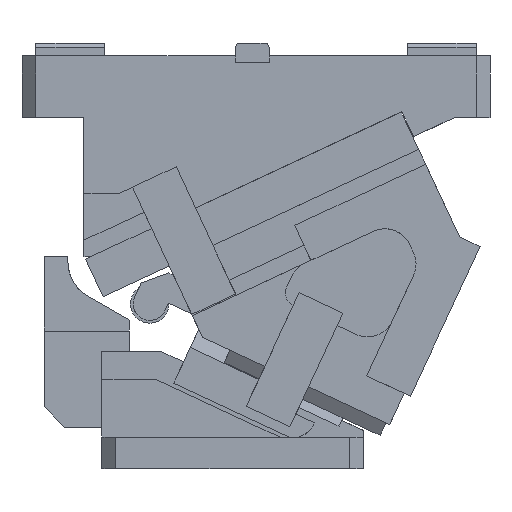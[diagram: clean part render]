
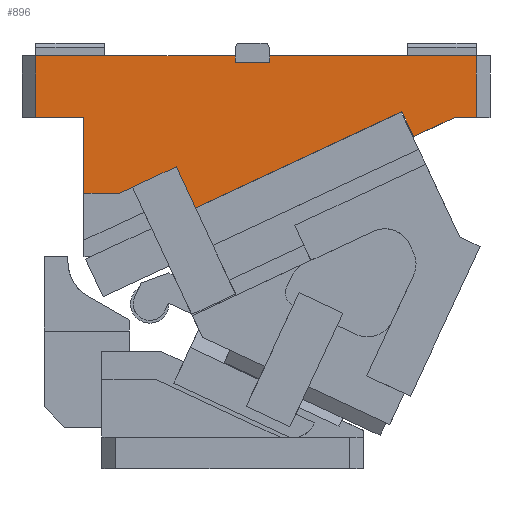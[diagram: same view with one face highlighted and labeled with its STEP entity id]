
A CAD part, front view. The second image highlights one B-rep face of the part: STEP entity #896.
In plain terms, the highlighted planar face has unit normal (0, -1, 0).
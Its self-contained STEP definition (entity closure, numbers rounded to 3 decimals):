
#141=CARTESIAN_POINT('Vertex',(-48.,-82.5,300.)) ;
#144=CARTESIAN_POINT('Line Origine',(24.416,-82.5,300.)) ;
#148=CARTESIAN_POINT('Vertex',(96.832,-82.5,300.)) ;
#495=CARTESIAN_POINT('Vertex',(-13.,-82.5,255.)) ;
#498=CARTESIAN_POINT('Line Origine',(-30.5,-82.5,255.)) ;
#502=CARTESIAN_POINT('Vertex',(-48.,-82.5,255.)) ;
#764=CARTESIAN_POINT('Line Origine',(-48.,-82.5,277.5)) ;
#776=CARTESIAN_POINT('Axis2P3D Location',(134.748,-82.5,259.157)) ;
#781=CARTESIAN_POINT('Line Origine',(142.969,-82.5,224.373)) ;
#785=CARTESIAN_POINT('Vertex',(217.966,-82.5,259.345)) ;
#787=CARTESIAN_POINT('Vertex',(67.972,-82.5,189.401)) ;
#790=CARTESIAN_POINT('Line Origine',(222.192,-82.5,250.282)) ;
#794=CARTESIAN_POINT('Vertex',(226.418,-82.5,241.219)) ;
#797=CARTESIAN_POINT('Line Origine',(241.195,-82.5,248.109)) ;
#801=CARTESIAN_POINT('Vertex',(255.973,-82.5,255.)) ;
#804=CARTESIAN_POINT('Line Origine',(263.986,-82.5,255.)) ;
#808=CARTESIAN_POINT('Vertex',(272.,-82.5,255.)) ;
#811=CARTESIAN_POINT('Line Origine',(272.,-82.5,277.5)) ;
#815=CARTESIAN_POINT('Vertex',(272.,-82.5,300.)) ;
#818=CARTESIAN_POINT('Line Origine',(196.916,-82.5,300.)) ;
#822=CARTESIAN_POINT('Vertex',(121.832,-82.5,300.)) ;
#825=CARTESIAN_POINT('Line Origine',(121.832,-82.5,297.5)) ;
#829=CARTESIAN_POINT('Vertex',(121.832,-82.5,295.)) ;
#832=CARTESIAN_POINT('Line Origine',(109.332,-82.5,295.)) ;
#836=CARTESIAN_POINT('Vertex',(96.832,-82.5,295.)) ;
#839=CARTESIAN_POINT('Line Origine',(96.832,-82.5,297.5)) ;
#844=CARTESIAN_POINT('Line Origine',(-13.,-82.5,227.5)) ;
#848=CARTESIAN_POINT('Vertex',(-13.,-82.5,200.)) ;
#851=CARTESIAN_POINT('Line Origine',(-0.192,-82.5,200.)) ;
#855=CARTESIAN_POINT('Vertex',(12.616,-82.5,200.)) ;
#858=CARTESIAN_POINT('Line Origine',(17.46,-82.5,202.259)) ;
#862=CARTESIAN_POINT('Vertex',(22.305,-82.5,204.518)) ;
#865=CARTESIAN_POINT('Line Origine',(38.165,-82.5,211.914)) ;
#869=CARTESIAN_POINT('Vertex',(54.026,-82.5,219.31)) ;
#872=CARTESIAN_POINT('Line Origine',(60.999,-82.5,204.356)) ;
#145=DIRECTION('Vector Direction',(-1.,0.,0.)) ;
#499=DIRECTION('Vector Direction',(1.,0.,0.)) ;
#765=DIRECTION('Vector Direction',(0.,0.,-1.)) ;
#777=DIRECTION('Axis2P3D Direction',(0.,-1.,0.)) ;
#778=DIRECTION('Axis2P3D XDirection',(0.423,0.,-0.906)) ;
#782=DIRECTION('Vector Direction',(-0.906,0.,-0.423)) ;
#791=DIRECTION('Vector Direction',(-0.423,0.,0.906)) ;
#798=DIRECTION('Vector Direction',(0.906,0.,0.423)) ;
#805=DIRECTION('Vector Direction',(1.,0.,0.)) ;
#812=DIRECTION('Vector Direction',(0.,0.,1.)) ;
#819=DIRECTION('Vector Direction',(-1.,0.,0.)) ;
#826=DIRECTION('Vector Direction',(0.,0.,-1.)) ;
#833=DIRECTION('Vector Direction',(1.,0.,0.)) ;
#840=DIRECTION('Vector Direction',(0.,0.,-1.)) ;
#845=DIRECTION('Vector Direction',(0.,0.,-1.)) ;
#852=DIRECTION('Vector Direction',(1.,0.,0.)) ;
#859=DIRECTION('Vector Direction',(-0.906,0.,-0.423)) ;
#866=DIRECTION('Vector Direction',(-0.906,0.,-0.423)) ;
#873=DIRECTION('Vector Direction',(0.423,0.,-0.906)) ;
#779=AXIS2_PLACEMENT_3D('Plane Axis2P3D',#776,#777,#778) ;
#878=ORIENTED_EDGE('',*,*,#789,.F.) ;
#879=ORIENTED_EDGE('',*,*,#796,.F.) ;
#880=ORIENTED_EDGE('',*,*,#803,.T.) ;
#881=ORIENTED_EDGE('',*,*,#810,.T.) ;
#882=ORIENTED_EDGE('',*,*,#817,.T.) ;
#883=ORIENTED_EDGE('',*,*,#824,.T.) ;
#884=ORIENTED_EDGE('',*,*,#831,.T.) ;
#885=ORIENTED_EDGE('',*,*,#838,.F.) ;
#886=ORIENTED_EDGE('',*,*,#843,.F.) ;
#887=ORIENTED_EDGE('',*,*,#150,.T.) ;
#888=ORIENTED_EDGE('',*,*,#768,.T.) ;
#889=ORIENTED_EDGE('',*,*,#504,.T.) ;
#890=ORIENTED_EDGE('',*,*,#850,.T.) ;
#891=ORIENTED_EDGE('',*,*,#857,.T.) ;
#892=ORIENTED_EDGE('',*,*,#864,.F.) ;
#893=ORIENTED_EDGE('',*,*,#871,.F.) ;
#894=ORIENTED_EDGE('',*,*,#876,.T.) ;
#146=VECTOR('Line Direction',#145,1.) ;
#500=VECTOR('Line Direction',#499,1.) ;
#766=VECTOR('Line Direction',#765,1.) ;
#783=VECTOR('Line Direction',#782,1.) ;
#792=VECTOR('Line Direction',#791,1.) ;
#799=VECTOR('Line Direction',#798,1.) ;
#806=VECTOR('Line Direction',#805,1.) ;
#813=VECTOR('Line Direction',#812,1.) ;
#820=VECTOR('Line Direction',#819,1.) ;
#827=VECTOR('Line Direction',#826,1.) ;
#834=VECTOR('Line Direction',#833,1.) ;
#841=VECTOR('Line Direction',#840,1.) ;
#846=VECTOR('Line Direction',#845,1.) ;
#853=VECTOR('Line Direction',#852,1.) ;
#860=VECTOR('Line Direction',#859,1.) ;
#867=VECTOR('Line Direction',#866,1.) ;
#874=VECTOR('Line Direction',#873,1.) ;
#896=ADVANCED_FACE('CAM HOLDER',(#895),#780,.T.) ;
#150=EDGE_CURVE('',#149,#142,#147,.T.) ;
#504=EDGE_CURVE('',#503,#496,#501,.T.) ;
#768=EDGE_CURVE('',#142,#503,#767,.T.) ;
#789=EDGE_CURVE('',#786,#788,#784,.T.) ;
#796=EDGE_CURVE('',#795,#786,#793,.T.) ;
#803=EDGE_CURVE('',#795,#802,#800,.T.) ;
#810=EDGE_CURVE('',#802,#809,#807,.T.) ;
#817=EDGE_CURVE('',#809,#816,#814,.T.) ;
#824=EDGE_CURVE('',#816,#823,#821,.T.) ;
#831=EDGE_CURVE('',#823,#830,#828,.T.) ;
#838=EDGE_CURVE('',#837,#830,#835,.T.) ;
#843=EDGE_CURVE('',#149,#837,#842,.T.) ;
#850=EDGE_CURVE('',#496,#849,#847,.T.) ;
#857=EDGE_CURVE('',#849,#856,#854,.T.) ;
#864=EDGE_CURVE('',#863,#856,#861,.T.) ;
#871=EDGE_CURVE('',#870,#863,#868,.T.) ;
#876=EDGE_CURVE('',#870,#788,#875,.T.) ;
#877=EDGE_LOOP('',(#878,#879,#880,#881,#882,#883,#884,#885,#886,#887,#888,#889,#890,#891,#892,#893,#894)) ;
#895=FACE_OUTER_BOUND('',#877,.T.) ;
#147=LINE('Line',#144,#146) ;
#501=LINE('Line',#498,#500) ;
#767=LINE('Line',#764,#766) ;
#784=LINE('Line',#781,#783) ;
#793=LINE('Line',#790,#792) ;
#800=LINE('Line',#797,#799) ;
#807=LINE('Line',#804,#806) ;
#814=LINE('Line',#811,#813) ;
#821=LINE('Line',#818,#820) ;
#828=LINE('Line',#825,#827) ;
#835=LINE('Line',#832,#834) ;
#842=LINE('Line',#839,#841) ;
#847=LINE('Line',#844,#846) ;
#854=LINE('Line',#851,#853) ;
#861=LINE('Line',#858,#860) ;
#868=LINE('Line',#865,#867) ;
#875=LINE('Line',#872,#874) ;
#780=PLANE('Plane',#779) ;
#142=VERTEX_POINT('',#141) ;
#149=VERTEX_POINT('',#148) ;
#496=VERTEX_POINT('',#495) ;
#503=VERTEX_POINT('',#502) ;
#786=VERTEX_POINT('',#785) ;
#788=VERTEX_POINT('',#787) ;
#795=VERTEX_POINT('',#794) ;
#802=VERTEX_POINT('',#801) ;
#809=VERTEX_POINT('',#808) ;
#816=VERTEX_POINT('',#815) ;
#823=VERTEX_POINT('',#822) ;
#830=VERTEX_POINT('',#829) ;
#837=VERTEX_POINT('',#836) ;
#849=VERTEX_POINT('',#848) ;
#856=VERTEX_POINT('',#855) ;
#863=VERTEX_POINT('',#862) ;
#870=VERTEX_POINT('',#869) ;
